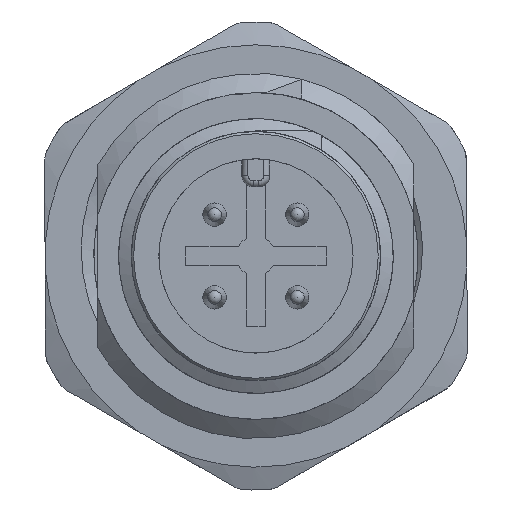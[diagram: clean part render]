
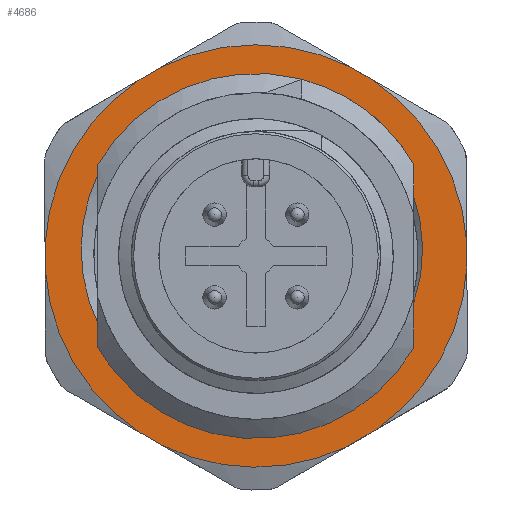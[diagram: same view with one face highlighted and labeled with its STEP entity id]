
A CAD part, front view. The second image highlights one B-rep face of the part: STEP entity #4686.
In plain terms, the highlighted face is planar.
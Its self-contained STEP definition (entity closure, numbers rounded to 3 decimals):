
#349=B_SPLINE_CURVE_WITH_KNOTS('',3,(#27721,#27722,#27723,#27724,#27725,
#27726,#27727),.UNSPECIFIED.,.F.,.F.,(4,1,1,1,4),(0.,0.004,
0.009,0.013,0.017),
 .UNSPECIFIED.);
#350=B_SPLINE_CURVE_WITH_KNOTS('',3,(#27731,#27732,#27733,#27734,#27735,
#27736,#27737),.UNSPECIFIED.,.F.,.F.,(4,1,1,1,4),(0.,
0.004,0.009,0.013,0.017),
 .UNSPECIFIED.);
#674=LINE('',#27741,#898);
#675=LINE('',#27745,#899);
#676=LINE('',#27749,#900);
#677=LINE('',#27753,#901);
#678=LINE('',#27757,#902);
#679=LINE('',#27761,#903);
#898=VECTOR('',#6251,1000.);
#899=VECTOR('',#6254,1000.);
#900=VECTOR('',#6257,1000.);
#901=VECTOR('',#6260,1000.);
#902=VECTOR('',#6263,1000.);
#903=VECTOR('',#6266,1000.);
#1852=ORIENTED_EDGE('',*,*,#2701,.T.);
#1853=ORIENTED_EDGE('',*,*,#2702,.T.);
#1854=ORIENTED_EDGE('',*,*,#2703,.T.);
#1855=ORIENTED_EDGE('',*,*,#2704,.T.);
#1856=ORIENTED_EDGE('',*,*,#2705,.F.);
#1857=ORIENTED_EDGE('',*,*,#2706,.T.);
#1858=ORIENTED_EDGE('',*,*,#2707,.F.);
#1859=ORIENTED_EDGE('',*,*,#2708,.T.);
#1860=ORIENTED_EDGE('',*,*,#2709,.F.);
#1861=ORIENTED_EDGE('',*,*,#2710,.T.);
#1862=ORIENTED_EDGE('',*,*,#2711,.F.);
#1863=ORIENTED_EDGE('',*,*,#2712,.T.);
#1864=ORIENTED_EDGE('',*,*,#2713,.F.);
#1865=ORIENTED_EDGE('',*,*,#2714,.T.);
#1866=ORIENTED_EDGE('',*,*,#2715,.F.);
#1867=ORIENTED_EDGE('',*,*,#2716,.T.);
#2701=EDGE_CURVE('',#3216,#3217,#3470,.T.);
#2702=EDGE_CURVE('',#3217,#3218,#349,.T.);
#2703=EDGE_CURVE('',#3218,#3219,#3471,.F.);
#2704=EDGE_CURVE('',#3219,#3216,#350,.T.);
#2705=EDGE_CURVE('',#3220,#3221,#3472,.F.);
#2706=EDGE_CURVE('',#3220,#3222,#674,.T.);
#2707=EDGE_CURVE('',#3223,#3222,#3473,.F.);
#2708=EDGE_CURVE('',#3223,#3224,#675,.T.);
#2709=EDGE_CURVE('',#3225,#3224,#3474,.F.);
#2710=EDGE_CURVE('',#3225,#3226,#676,.T.);
#2711=EDGE_CURVE('',#3227,#3226,#3475,.F.);
#2712=EDGE_CURVE('',#3227,#3228,#677,.T.);
#2713=EDGE_CURVE('',#3229,#3228,#3476,.F.);
#2714=EDGE_CURVE('',#3229,#3230,#678,.T.);
#2715=EDGE_CURVE('',#3231,#3230,#3477,.F.);
#2716=EDGE_CURVE('',#3231,#3221,#679,.T.);
#3216=VERTEX_POINT('',#27719);
#3217=VERTEX_POINT('',#27720);
#3218=VERTEX_POINT('',#27728);
#3219=VERTEX_POINT('',#27730);
#3220=VERTEX_POINT('',#27739);
#3221=VERTEX_POINT('',#27740);
#3222=VERTEX_POINT('',#27742);
#3223=VERTEX_POINT('',#27744);
#3224=VERTEX_POINT('',#27746);
#3225=VERTEX_POINT('',#27748);
#3226=VERTEX_POINT('',#27750);
#3227=VERTEX_POINT('',#27752);
#3228=VERTEX_POINT('',#27754);
#3229=VERTEX_POINT('',#27756);
#3230=VERTEX_POINT('',#27758);
#3231=VERTEX_POINT('',#27760);
#3470=CIRCLE('',#5312,7.6);
#3471=CIRCLE('',#5313,6.93);
#3472=CIRCLE('',#5314,9.024);
#3473=CIRCLE('',#5315,9.024);
#3474=CIRCLE('',#5316,9.024);
#3475=CIRCLE('',#5317,9.024);
#3476=CIRCLE('',#5318,9.024);
#3477=CIRCLE('',#5319,9.024);
#3797=EDGE_LOOP('',(#1852,#1853,#1854,#1855));
#3798=EDGE_LOOP('',(#1856,#1857,#1858,#1859,#1860,#1861,#1862,#1863,#1864,
#1865,#1866,#1867));
#4210=FACE_BOUND('',#3797,.T.);
#4211=FACE_BOUND('',#3798,.T.);
#4443=PLANE('',#5311);
#4686=ADVANCED_FACE('',(#4210,#4211),#4443,.T.);
#5311=AXIS2_PLACEMENT_3D('',#27717,#6243,#6244);
#5312=AXIS2_PLACEMENT_3D('',#27718,#6245,#6246);
#5313=AXIS2_PLACEMENT_3D('',#27729,#6247,#6248);
#5314=AXIS2_PLACEMENT_3D('',#27738,#6249,#6250);
#5315=AXIS2_PLACEMENT_3D('',#27743,#6252,#6253);
#5316=AXIS2_PLACEMENT_3D('',#27747,#6255,#6256);
#5317=AXIS2_PLACEMENT_3D('',#27751,#6258,#6259);
#5318=AXIS2_PLACEMENT_3D('',#27755,#6261,#6262);
#5319=AXIS2_PLACEMENT_3D('',#27759,#6264,#6265);
#6243=DIRECTION('',(1.,0.,0.));
#6244=DIRECTION('',(0.,0.,-1.));
#6245=DIRECTION('',(-1.,0.,0.));
#6246=DIRECTION('',(0.,1.,0.));
#6247=DIRECTION('',(1.,0.,0.));
#6248=DIRECTION('',(0.,0.,-1.));
#6249=DIRECTION('',(1.,0.,0.));
#6250=DIRECTION('',(0.,0.,-1.));
#6251=DIRECTION('',(0.,1.,0.));
#6252=DIRECTION('',(1.,0.,0.));
#6253=DIRECTION('',(0.,0.,-1.));
#6254=DIRECTION('',(0.,0.497,0.868));
#6255=DIRECTION('',(1.,0.,0.));
#6256=DIRECTION('',(0.,0.,-1.));
#6257=DIRECTION('',(0.,-0.497,0.868));
#6258=DIRECTION('',(1.,0.,0.));
#6259=DIRECTION('',(0.,0.,-1.));
#6260=DIRECTION('',(0.,-1.,0.));
#6261=DIRECTION('',(1.,0.,0.));
#6262=DIRECTION('',(0.,0.,-1.));
#6263=DIRECTION('',(0.,-0.498,-0.867));
#6264=DIRECTION('',(1.,0.,0.));
#6265=DIRECTION('',(0.,0.,-1.));
#6266=DIRECTION('',(0.,0.498,-0.867));
#27717=CARTESIAN_POINT('',(1.5,0.,0.));
#27718=CARTESIAN_POINT('',(1.5,0.,0.));
#27719=CARTESIAN_POINT('',(1.5,-4.081,6.411));
#27720=CARTESIAN_POINT('',(1.5,3.02,6.974));
#27721=CARTESIAN_POINT('',(1.5,3.02,6.974));
#27722=CARTESIAN_POINT('',(1.5,4.318,6.354));
#27723=CARTESIAN_POINT('',(1.5,6.523,4.378));
#27724=CARTESIAN_POINT('',(1.5,7.706,0.079));
#27725=CARTESIAN_POINT('',(1.5,6.285,-4.171));
#27726=CARTESIAN_POINT('',(1.5,3.917,-5.964));
#27727=CARTESIAN_POINT('',(1.5,2.558,-6.441));
#27728=CARTESIAN_POINT('',(1.5,2.558,-6.441));
#27729=CARTESIAN_POINT('',(1.5,0.,0.));
#27730=CARTESIAN_POINT('',(1.5,-1.511,-6.763));
#27731=CARTESIAN_POINT('',(1.5,-1.511,-6.763));
#27732=CARTESIAN_POINT('',(1.5,-2.927,-6.508));
#27733=CARTESIAN_POINT('',(1.5,-5.554,-5.103));
#27734=CARTESIAN_POINT('',(1.5,-7.621,-1.142));
#27735=CARTESIAN_POINT('',(1.5,-7.131,3.298));
#27736=CARTESIAN_POINT('',(1.5,-5.265,5.594));
#27737=CARTESIAN_POINT('',(1.5,-4.081,6.411));
#27738=CARTESIAN_POINT('',(1.5,0.,0.));
#27739=CARTESIAN_POINT('',(1.5,-0.764,-8.992));
#27740=CARTESIAN_POINT('',(1.5,-7.542,-4.955));
#27741=CARTESIAN_POINT('',(1.5,-4.376,-8.992));
#27742=CARTESIAN_POINT('',(1.5,0.764,-8.992));
#27743=CARTESIAN_POINT('',(1.5,0.,0.));
#27744=CARTESIAN_POINT('',(1.5,7.551,-4.941));
#27745=CARTESIAN_POINT('',(1.5,5.661,-8.243));
#27746=CARTESIAN_POINT('',(1.5,8.085,-4.008));
#27747=CARTESIAN_POINT('',(1.5,0.,0.));
#27748=CARTESIAN_POINT('',(1.5,8.085,4.008));
#27749=CARTESIAN_POINT('',(1.5,9.975,0.706));
#27750=CARTESIAN_POINT('',(1.5,7.551,4.941));
#27751=CARTESIAN_POINT('',(1.5,0.,0.));
#27752=CARTESIAN_POINT('',(1.5,0.537,9.008));
#27753=CARTESIAN_POINT('',(1.5,4.342,9.008));
#27754=CARTESIAN_POINT('',(1.5,-0.537,9.008));
#27755=CARTESIAN_POINT('',(1.5,0.,0.));
#27756=CARTESIAN_POINT('',(1.5,-7.542,4.955));
#27757=CARTESIAN_POINT('',(1.5,-5.646,8.254));
#27758=CARTESIAN_POINT('',(1.5,-8.078,4.024));
#27759=CARTESIAN_POINT('',(1.5,0.,0.));
#27760=CARTESIAN_POINT('',(1.5,-8.078,-4.024));
#27761=CARTESIAN_POINT('',(1.5,-9.974,-0.725));
